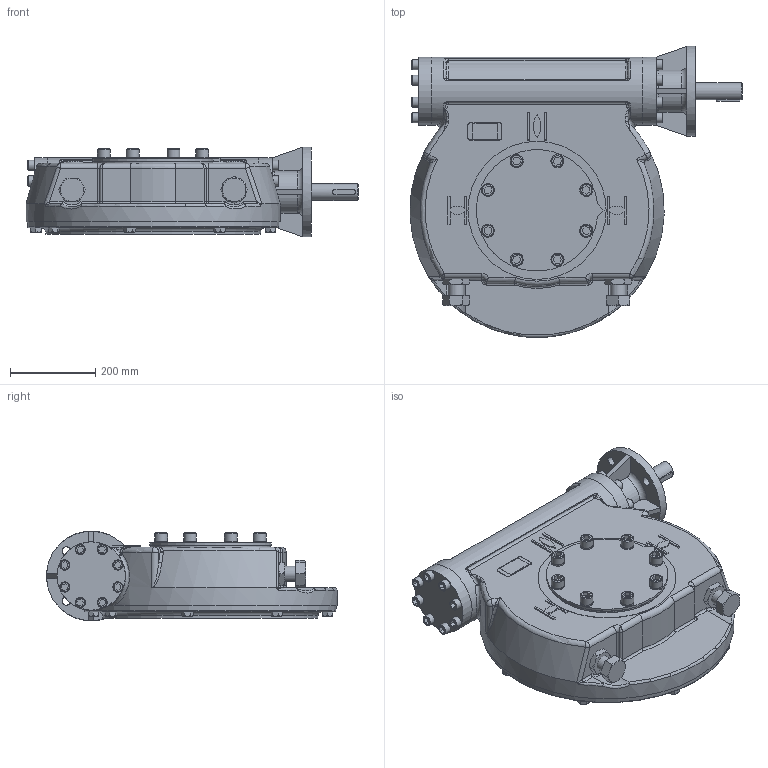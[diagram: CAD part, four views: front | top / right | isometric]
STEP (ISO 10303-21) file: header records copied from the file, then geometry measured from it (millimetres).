
FILE_DESCRIPTION(/* description */ ('Unknown'),/* implementation_level */ '2;1');
FILE_NAME(/* name */ 'PUB-IW9FB-F16-F40',/* time_stamp */ '2016-07-05T11:40:04+01:00',/* author */ ('Unknown'),/* organization */ ('Unknown'),/* preprocessor_version */ 'ST-DEVELOPER v16',/* originating_system */ 'DEX',/* authorisation */ $);
FILE_SCHEMA (('AUTOMOTIVE_DESIGN {1 0 10303 214 3 1 1}'));
Length unit declared in the file: millimetre
Products named in the file (1): PUB-IW9FB-F16-F40
Bounding box: 778.61 x 682.45 x 210 mm (x, y, z)
Surface area: 1496102.8 mm2 (no closed solid volume)
Topology: 0 solids, 68 shells, 777 faces, 2096 edges, 1385 vertices
Faces by surface type: plane 428, cone 118, cylinder 118, bspline 57, torus 38, sphere 18
Full cylindrical faces by diameter (mm): 8.5 x1, 16.5 x8, 20.5 x4, 24 x16, 30 x8, 30.7 x8, 31.67 x8, 36 x2, 40 x1, 50 x1, 130.05 x1, 160 x3, 210 x1, 220 x1, 280 x1, 324 x1
Entity records: 35531 total; most frequent: CARTESIAN_POINT 17041, ORIENTED_EDGE 3375, DIRECTION 3343, EDGE_CURVE 1917, VERTEX_POINT 1339, AXIS2_PLACEMENT_3D 1243, FACE_BOUND 1036, EDGE_LOOP 1035
